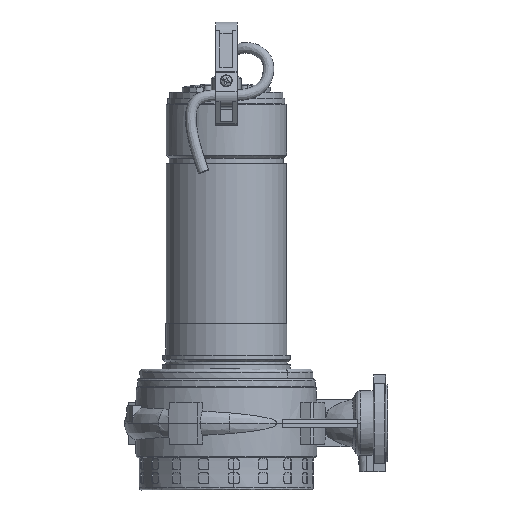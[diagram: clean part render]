
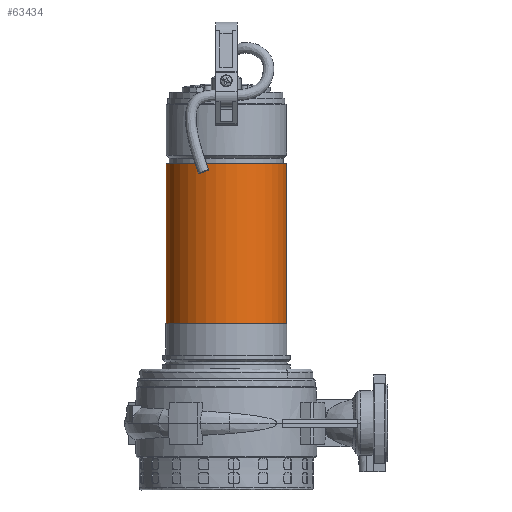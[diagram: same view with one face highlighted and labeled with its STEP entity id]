
A CAD part, front view. The second image highlights one B-rep face of the part: STEP entity #63434.
In plain terms, the highlighted cylindrical face has radius 56 mm (diameter 112 mm), a partial arc.
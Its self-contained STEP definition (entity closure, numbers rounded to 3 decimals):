
#3727 = AXIS2_PLACEMENT_3D ( 'NONE', #33485, #17499, #39161 ) ;
#5417 = EDGE_CURVE ( 'NONE', #63863, #11682, #40756, .T. ) ;
#6166 = DIRECTION ( 'NONE',  ( 0., 1., 0. ) ) ;
#8010 = DIRECTION ( 'NONE',  ( 0., -1., 0. ) ) ;
#11295 = AXIS2_PLACEMENT_3D ( 'NONE', #22500, #6166, #66446 ) ;
#11682 = VERTEX_POINT ( 'NONE', #22031 ) ;
#13687 = EDGE_CURVE ( 'NONE', #52957, #52017, #28651, .T. ) ;
#17499 = DIRECTION ( 'NONE',  ( 0., -1., 0. ) ) ;
#19441 = DIRECTION ( 'NONE',  ( 0., -1., 0. ) ) ;
#21132 = CARTESIAN_POINT ( 'NONE',  ( 0., 200., 56. ) ) ;
#22031 = CARTESIAN_POINT ( 'NONE',  ( 0., 51., -56. ) ) ;
#22500 = CARTESIAN_POINT ( 'NONE',  ( 0., 51., 0. ) ) ;
#27412 = ORIENTED_EDGE ( 'NONE', *, *, #42647, .F. ) ;
#28651 = CIRCLE ( 'NONE', #3727, 56. ) ;
#30004 = FACE_OUTER_BOUND ( 'NONE', #31207, .T. ) ;
#31207 = EDGE_LOOP ( 'NONE', ( #37786, #57146, #42779, #27412 ) ) ;
#32098 = LINE ( 'NONE', #36714, #65108 ) ;
#33485 = CARTESIAN_POINT ( 'NONE',  ( 0., 200., 0. ) ) ;
#36714 = CARTESIAN_POINT ( 'NONE',  ( 0., 200., -56. ) ) ;
#37735 = LINE ( 'NONE', #42339, #68455 ) ;
#37786 = ORIENTED_EDGE ( 'NONE', *, *, #13687, .T. ) ;
#39161 = DIRECTION ( 'NONE',  ( 0., 0., -1. ) ) ;
#40756 = CIRCLE ( 'NONE', #11295, 56. ) ;
#42339 = CARTESIAN_POINT ( 'NONE',  ( 0., 200., 56. ) ) ;
#42647 = EDGE_CURVE ( 'NONE', #52957, #11682, #32098, .T. ) ;
#42779 = ORIENTED_EDGE ( 'NONE', *, *, #5417, .T. ) ;
#44308 = CARTESIAN_POINT ( 'NONE',  ( 0., 51., 56. ) ) ;
#51646 = CARTESIAN_POINT ( 'NONE',  ( 0., 200., 0. ) ) ;
#52017 = VERTEX_POINT ( 'NONE', #21132 ) ;
#52957 = VERTEX_POINT ( 'NONE', #55073 ) ;
#55073 = CARTESIAN_POINT ( 'NONE',  ( 0., 200., -56. ) ) ;
#56607 = CYLINDRICAL_SURFACE ( 'NONE', #69869, 56. ) ;
#57146 = ORIENTED_EDGE ( 'NONE', *, *, #67753, .T. ) ;
#63434 = ADVANCED_FACE ( 'NONE', ( #30004 ), #56607, .T. ) ;
#63863 = VERTEX_POINT ( 'NONE', #44308 ) ;
#63963 = DIRECTION ( 'NONE',  ( 0., -1., 0. ) ) ;
#65108 = VECTOR ( 'NONE', #19441, 1000. ) ;
#66446 = DIRECTION ( 'NONE',  ( 0., 0., -1. ) ) ;
#66889 = DIRECTION ( 'NONE',  ( 0., 0., -1. ) ) ;
#67753 = EDGE_CURVE ( 'NONE', #52017, #63863, #37735, .T. ) ;
#68455 = VECTOR ( 'NONE', #63963, 1000. ) ;
#69869 = AXIS2_PLACEMENT_3D ( 'NONE', #51646, #8010, #66889 ) ;
